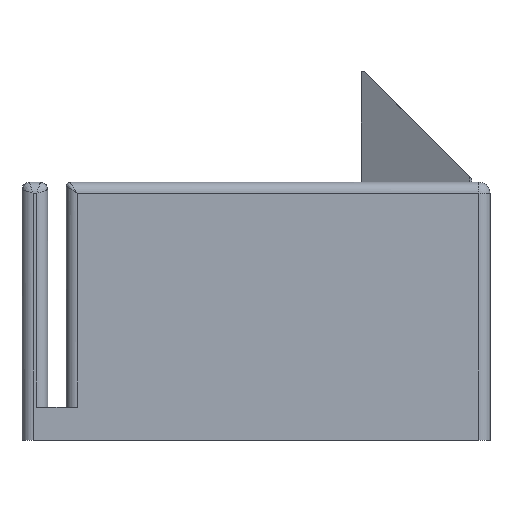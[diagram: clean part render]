
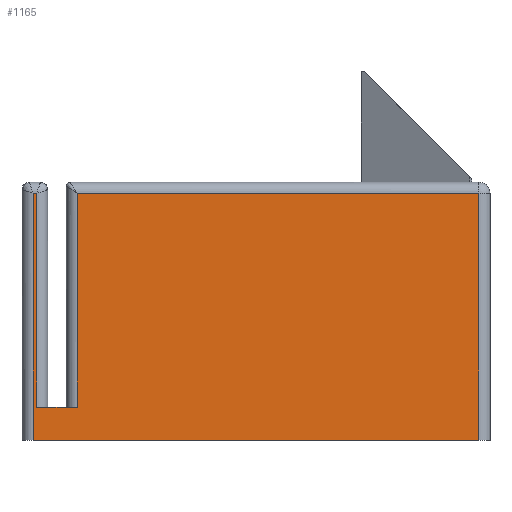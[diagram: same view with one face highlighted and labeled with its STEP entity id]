
A CAD part, left-side view. The second image highlights one B-rep face of the part: STEP entity #1165.
In plain terms, the highlighted planar face has unit normal (-1, 0, 0).
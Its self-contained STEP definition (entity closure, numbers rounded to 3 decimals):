
#1094=CARTESIAN_POINT('',(75.,130.,70.));
#1095=DIRECTION('',(1.,0.,0.));
#1096=DIRECTION('',(0.,0.,-1.));
#1097=AXIS2_PLACEMENT_3D('',#1094,#1095,#1096);
#1098=PLANE('',#1097);
#1099=CARTESIAN_POINT('',(75.,194.,0.));
#1100=VERTEX_POINT('',#1099);
#1101=CARTESIAN_POINT('',(75.,73.,0.));
#1102=VERTEX_POINT('',#1101);
#1103=CARTESIAN_POINT('',(75.,194.,0.));
#1104=DIRECTION('',(0.,-1.,0.));
#1105=VECTOR('',#1104,121.);
#1106=LINE('',#1103,#1105);
#1107=EDGE_CURVE('',#1100,#1102,#1106,.T.);
#1108=ORIENTED_EDGE('',*,*,#1107,.T.);
#1109=CARTESIAN_POINT('',(75.,73.,67.));
#1110=VERTEX_POINT('',#1109);
#1111=CARTESIAN_POINT('',(75.,73.,-0.));
#1112=DIRECTION('',(-0.,-0.,1.));
#1113=VECTOR('',#1112,67.);
#1114=LINE('',#1111,#1113);
#1115=EDGE_CURVE('',#1102,#1110,#1114,.T.);
#1116=ORIENTED_EDGE('',*,*,#1115,.T.);
#1117=CARTESIAN_POINT('',(75.,182.,67.));
#1118=VERTEX_POINT('',#1117);
#1119=CARTESIAN_POINT('',(75.,73.,67.));
#1120=DIRECTION('',(-0.,1.,-0.));
#1121=VECTOR('',#1120,109.);
#1122=LINE('',#1119,#1121);
#1123=EDGE_CURVE('',#1110,#1118,#1122,.T.);
#1124=ORIENTED_EDGE('',*,*,#1123,.T.);
#1125=CARTESIAN_POINT('',(75.,182.,9.));
#1126=VERTEX_POINT('',#1125);
#1127=CARTESIAN_POINT('',(75.,182.,67.));
#1128=DIRECTION('',(-0.,-0.,-1.));
#1129=VECTOR('',#1128,58.);
#1130=LINE('',#1127,#1129);
#1131=EDGE_CURVE('',#1118,#1126,#1130,.T.);
#1132=ORIENTED_EDGE('',*,*,#1131,.T.);
#1133=CARTESIAN_POINT('',(75.,193.,9.));
#1134=VERTEX_POINT('',#1133);
#1135=CARTESIAN_POINT('',(75.,193.,9.));
#1136=DIRECTION('',(0.,-1.,0.));
#1137=VECTOR('',#1136,11.);
#1138=LINE('',#1135,#1137);
#1139=EDGE_CURVE('',#1134,#1126,#1138,.T.);
#1140=ORIENTED_EDGE('',*,*,#1139,.F.);
#1141=CARTESIAN_POINT('',(75.,193.,67.));
#1142=VERTEX_POINT('',#1141);
#1143=CARTESIAN_POINT('',(75.,193.,9.));
#1144=DIRECTION('',(0.,0.,1.));
#1145=VECTOR('',#1144,58.);
#1146=LINE('',#1143,#1145);
#1147=EDGE_CURVE('',#1134,#1142,#1146,.T.);
#1148=ORIENTED_EDGE('',*,*,#1147,.T.);
#1149=CARTESIAN_POINT('',(75.,194.,67.));
#1150=VERTEX_POINT('',#1149);
#1151=CARTESIAN_POINT('',(75.,193.,67.));
#1152=DIRECTION('',(-0.,1.,-0.));
#1153=VECTOR('',#1152,1.);
#1154=LINE('',#1151,#1153);
#1155=EDGE_CURVE('',#1142,#1150,#1154,.T.);
#1156=ORIENTED_EDGE('',*,*,#1155,.T.);
#1157=CARTESIAN_POINT('',(75.,194.,67.));
#1158=DIRECTION('',(0.,0.,-1.));
#1159=VECTOR('',#1158,67.);
#1160=LINE('',#1157,#1159);
#1161=EDGE_CURVE('',#1150,#1100,#1160,.T.);
#1162=ORIENTED_EDGE('',*,*,#1161,.T.);
#1163=EDGE_LOOP('',(#1108,#1116,#1124,#1132,#1140,#1148,#1156,#1162));
#1164=FACE_BOUND('',#1163,.T.);
#1165=ADVANCED_FACE('',(#1164),#1098,.F.);
